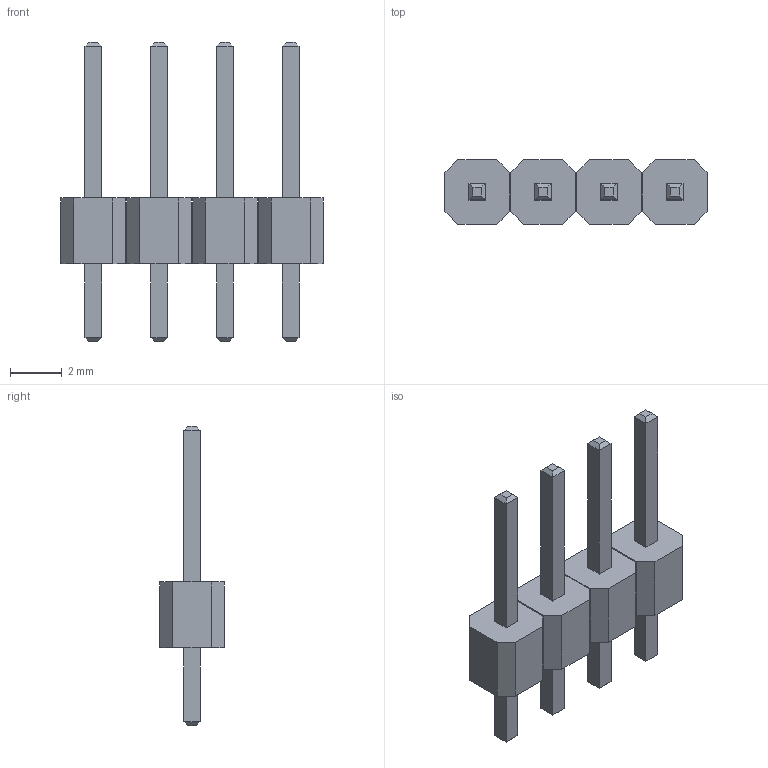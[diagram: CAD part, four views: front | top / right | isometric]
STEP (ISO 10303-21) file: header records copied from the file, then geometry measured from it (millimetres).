
FILE_DESCRIPTION(('FreeCAD Model'),'2;1');
FILE_NAME('4pins.step', '2021-10-17T23:03:07',('Author'),(''), 'Open CASCADE STEP processor 7.3','FreeCAD','Unknown');
FILE_SCHEMA(('AUTOMOTIVE_DESIGN { 1 0 10303 214 1 1 1 1 }'));
Length unit declared in the file: millimetre
Products named in the file (1): Array001
Bounding box: 10.12 x 2.5 x 11.54 mm (x, y, z)
Volume: 73 mm3; surface area: 225.8 mm2
Topology: 4 solids, 4 shells, 112 faces, 256 edges, 160 vertices
Faces by surface type: plane 112
Entity records: 7099 total; most frequent: CARTESIAN_POINT 1105, DIRECTION 930, LINE 704, VECTOR 704, ORIENTED_EDGE 512, PCURVE 512, DEFINITIONAL_REPRESENTATION 512, EDGE_CURVE 256
